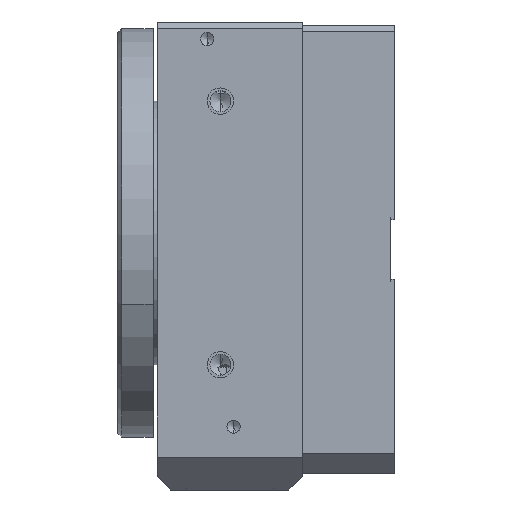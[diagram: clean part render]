
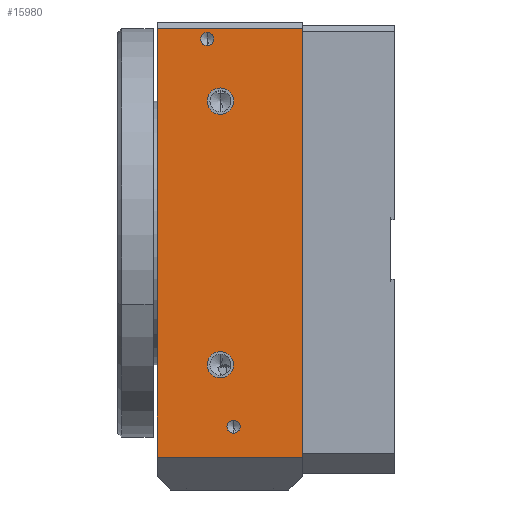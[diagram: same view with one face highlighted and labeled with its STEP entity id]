
A CAD part, left-side view. The second image highlights one B-rep face of the part: STEP entity #15980.
In plain terms, the highlighted face is planar.
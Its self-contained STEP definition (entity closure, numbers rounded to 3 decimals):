
#55 = CARTESIAN_POINT ( 'NONE',  ( 16., 7.2, -15.2 ) ) ;
#259 = FACE_BOUND ( 'NONE', #20268, .T. ) ;
#387 = DIRECTION ( 'NONE',  ( 1., 0., 0. ) ) ;
#1208 = CARTESIAN_POINT ( 'NONE',  ( 16., 6.2, 10. ) ) ;
#1555 = EDGE_CURVE ( 'NONE', #11273, #8829, #21152, .T. ) ;
#1620 = ORIENTED_EDGE ( 'NONE', *, *, #18731, .F. ) ;
#1689 = CARTESIAN_POINT ( 'NONE',  ( 16., 0., -15.5 ) ) ;
#1827 = ORIENTED_EDGE ( 'NONE', *, *, #14956, .T. ) ;
#2040 = FACE_BOUND ( 'NONE', #3656, .T. ) ;
#2403 = ORIENTED_EDGE ( 'NONE', *, *, #3947, .T. ) ;
#2516 = DIRECTION ( 'NONE',  ( 0., 0., -1. ) ) ;
#3114 = CARTESIAN_POINT ( 'NONE',  ( 16., 6.2, -10. ) ) ;
#3521 = EDGE_CURVE ( 'NONE', #15664, #12785, #17879, .T. ) ;
#3656 = EDGE_LOOP ( 'NONE', ( #12221, #11325 ) ) ;
#3947 = EDGE_CURVE ( 'NONE', #16486, #11273, #4020, .T. ) ;
#4020 = LINE ( 'NONE', #11218, #20926 ) ;
#4275 = AXIS2_PLACEMENT_3D ( 'NONE', #21432, #5244, #12451 ) ;
#4371 = AXIS2_PLACEMENT_3D ( 'NONE', #7117, #14341, #21546 ) ;
#4545 = EDGE_CURVE ( 'NONE', #12785, #15664, #17586, .T. ) ;
#4857 = EDGE_CURVE ( 'NONE', #22018, #22819, #16331, .T. ) ;
#4974 = CARTESIAN_POINT ( 'NONE',  ( 16., 0., -16. ) ) ;
#5167 = DIRECTION ( 'NONE',  ( 0., 0., -1. ) ) ;
#5244 = DIRECTION ( 'NONE',  ( 1., 0., 0. ) ) ;
#5688 = AXIS2_PLACEMENT_3D ( 'NONE', #14140, #21346, #5167 ) ;
#5717 = DIRECTION ( 'NONE',  ( -1., 0., 0. ) ) ;
#5882 = CARTESIAN_POINT ( 'NONE',  ( 16., 5.2, 14.2 ) ) ;
#6142 = AXIS2_PLACEMENT_3D ( 'NONE', #11488, #18698, #2516 ) ;
#6915 = ORIENTED_EDGE ( 'NONE', *, *, #20284, .F. ) ;
#6977 = DIRECTION ( 'NONE',  ( 0., 0., -1. ) ) ;
#7117 = CARTESIAN_POINT ( 'NONE',  ( 16., 6.2, 10. ) ) ;
#7190 = CARTESIAN_POINT ( 'NONE',  ( 16., 11., -15.5 ) ) ;
#7392 = AXIS2_PLACEMENT_3D ( 'NONE', #3114, #10318, #17537 ) ;
#7478 = FACE_OUTER_BOUND ( 'NONE', #20815, .T. ) ;
#7614 = DIRECTION ( 'NONE',  ( 0., 0., -1. ) ) ;
#7680 = AXIS2_PLACEMENT_3D ( 'NONE', #11242, #7817, #15025 ) ;
#7817 = DIRECTION ( 'NONE',  ( 1., 0., 0. ) ) ;
#8024 = VERTEX_POINT ( 'NONE', #5882 ) ;
#8038 = VERTEX_POINT ( 'NONE', #11314 ) ;
#8432 = DIRECTION ( 'NONE',  ( 1., 0., 0. ) ) ;
#8829 = VERTEX_POINT ( 'NONE', #1689 ) ;
#9253 = FACE_BOUND ( 'NONE', #18030, .T. ) ;
#10010 = CARTESIAN_POINT ( 'NONE',  ( 16., 11., 17. ) ) ;
#10318 = DIRECTION ( 'NONE',  ( 1., 0., 0. ) ) ;
#10326 = CARTESIAN_POINT ( 'NONE',  ( 16., 0., 17. ) ) ;
#10841 = ORIENTED_EDGE ( 'NONE', *, *, #14358, .F. ) ;
#10908 = EDGE_CURVE ( 'NONE', #8024, #17282, #15870, .T. ) ;
#11218 = CARTESIAN_POINT ( 'NONE',  ( 16., 11., 17. ) ) ;
#11242 = CARTESIAN_POINT ( 'NONE',  ( 16., 6.2, -10. ) ) ;
#11273 = VERTEX_POINT ( 'NONE', #10326 ) ;
#11314 = CARTESIAN_POINT ( 'NONE',  ( 16., 6.2, 11. ) ) ;
#11325 = ORIENTED_EDGE ( 'NONE', *, *, #17687, .F. ) ;
#11488 = CARTESIAN_POINT ( 'NONE',  ( 16., 7.2, -14.7 ) ) ;
#11736 = ORIENTED_EDGE ( 'NONE', *, *, #17908, .F. ) ;
#12000 = CARTESIAN_POINT ( 'NONE',  ( 16., 6.2, 9. ) ) ;
#12143 = AXIS2_PLACEMENT_3D ( 'NONE', #16598, #387, #7614 ) ;
#12156 = DIRECTION ( 'NONE',  ( 0., 0., -1. ) ) ;
#12221 = ORIENTED_EDGE ( 'NONE', *, *, #10908, .F. ) ;
#12451 = DIRECTION ( 'NONE',  ( 0., 0., -1. ) ) ;
#12785 = VERTEX_POINT ( 'NONE', #13394 ) ;
#12929 = DIRECTION ( 'NONE',  ( 0., 0., 1. ) ) ;
#13394 = CARTESIAN_POINT ( 'NONE',  ( 16., 6.2, -9. ) ) ;
#13547 = AXIS2_PLACEMENT_3D ( 'NONE', #21924, #5717, #12929 ) ;
#13572 = VECTOR ( 'NONE', #14407, 1000. ) ;
#13761 = VERTEX_POINT ( 'NONE', #12000 ) ;
#14140 = CARTESIAN_POINT ( 'NONE',  ( 16., 5.2, 14.7 ) ) ;
#14341 = DIRECTION ( 'NONE',  ( 1., 0., 0. ) ) ;
#14358 = EDGE_CURVE ( 'NONE', #16486, #19336, #15974, .T. ) ;
#14407 = DIRECTION ( 'NONE',  ( 0., 1., 0. ) ) ;
#14455 = CIRCLE ( 'NONE', #4275, 0.5 ) ;
#14548 = CIRCLE ( 'NONE', #4371, 1. ) ;
#14697 = PLANE ( 'NONE',  #13547 ) ;
#14956 = EDGE_CURVE ( 'NONE', #8829, #19336, #23405, .T. ) ;
#15025 = DIRECTION ( 'NONE',  ( 0., 0., -1. ) ) ;
#15640 = DIRECTION ( 'NONE',  ( 0., 0., -1. ) ) ;
#15664 = VERTEX_POINT ( 'NONE', #16959 ) ;
#15870 = CIRCLE ( 'NONE', #5688, 0.5 ) ;
#15974 = LINE ( 'NONE', #23189, #16939 ) ;
#15980 = ADVANCED_FACE ( 'NONE', ( #2040, #9253, #16469, #259, #7478 ), #14697, .F. ) ;
#16331 = CIRCLE ( 'NONE', #6142, 0.5 ) ;
#16461 = EDGE_LOOP ( 'NONE', ( #11736, #6915 ) ) ;
#16469 = FACE_BOUND ( 'NONE', #16461, .T. ) ;
#16486 = VERTEX_POINT ( 'NONE', #10010 ) ;
#16598 = CARTESIAN_POINT ( 'NONE',  ( 16., 5.2, 14.7 ) ) ;
#16939 = VECTOR ( 'NONE', #6977, 1000. ) ;
#16959 = CARTESIAN_POINT ( 'NONE',  ( 16., 6.2, -11. ) ) ;
#17282 = VERTEX_POINT ( 'NONE', #18644 ) ;
#17537 = DIRECTION ( 'NONE',  ( 0., 0., -1. ) ) ;
#17586 = CIRCLE ( 'NONE', #7392, 1. ) ;
#17687 = EDGE_CURVE ( 'NONE', #17282, #8024, #22351, .T. ) ;
#17879 = CIRCLE ( 'NONE', #7680, 1. ) ;
#17891 = VECTOR ( 'NONE', #12156, 1000. ) ;
#17908 = EDGE_CURVE ( 'NONE', #13761, #8038, #19711, .T. ) ;
#18030 = EDGE_LOOP ( 'NONE', ( #1620, #21025 ) ) ;
#18438 = DIRECTION ( 'NONE',  ( 0., -1., 0. ) ) ;
#18644 = CARTESIAN_POINT ( 'NONE',  ( 16., 5.2, 15.2 ) ) ;
#18698 = DIRECTION ( 'NONE',  ( 1., 0., 0. ) ) ;
#18731 = EDGE_CURVE ( 'NONE', #22819, #22018, #14455, .T. ) ;
#19316 = ORIENTED_EDGE ( 'NONE', *, *, #1555, .T. ) ;
#19336 = VERTEX_POINT ( 'NONE', #22703 ) ;
#19711 = CIRCLE ( 'NONE', #22739, 1. ) ;
#20268 = EDGE_LOOP ( 'NONE', ( #22648, #21542 ) ) ;
#20284 = EDGE_CURVE ( 'NONE', #8038, #13761, #14548, .T. ) ;
#20815 = EDGE_LOOP ( 'NONE', ( #19316, #1827, #10841, #2403 ) ) ;
#20926 = VECTOR ( 'NONE', #18438, 1000. ) ;
#21025 = ORIENTED_EDGE ( 'NONE', *, *, #4857, .F. ) ;
#21152 = LINE ( 'NONE', #4974, #17891 ) ;
#21346 = DIRECTION ( 'NONE',  ( 1., 0., 0. ) ) ;
#21432 = CARTESIAN_POINT ( 'NONE',  ( 16., 7.2, -14.7 ) ) ;
#21542 = ORIENTED_EDGE ( 'NONE', *, *, #4545, .F. ) ;
#21546 = DIRECTION ( 'NONE',  ( 0., 0., -1. ) ) ;
#21778 = CARTESIAN_POINT ( 'NONE',  ( 16., 7.2, -14.2 ) ) ;
#21924 = CARTESIAN_POINT ( 'NONE',  ( 16., 11., -16. ) ) ;
#22018 = VERTEX_POINT ( 'NONE', #21778 ) ;
#22351 = CIRCLE ( 'NONE', #12143, 0.5 ) ;
#22648 = ORIENTED_EDGE ( 'NONE', *, *, #3521, .F. ) ;
#22703 = CARTESIAN_POINT ( 'NONE',  ( 16., 11., -15.5 ) ) ;
#22739 = AXIS2_PLACEMENT_3D ( 'NONE', #1208, #8432, #15640 ) ;
#22819 = VERTEX_POINT ( 'NONE', #55 ) ;
#23189 = CARTESIAN_POINT ( 'NONE',  ( 16., 11., -16. ) ) ;
#23405 = LINE ( 'NONE', #7190, #13572 ) ;
